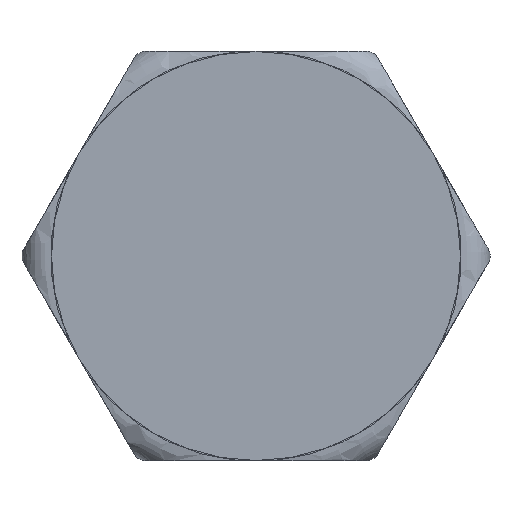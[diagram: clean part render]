
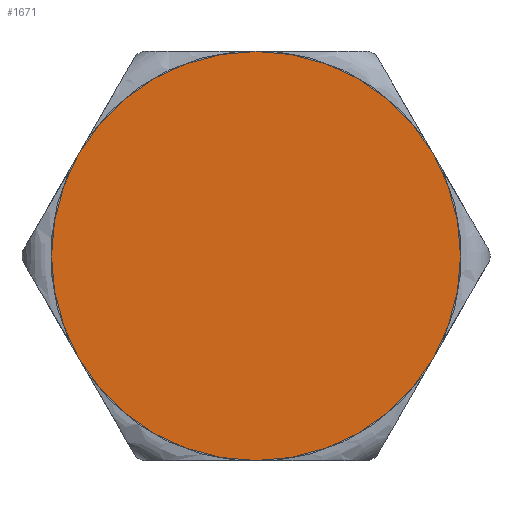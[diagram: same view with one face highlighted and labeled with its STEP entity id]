
A CAD part, left-side view. The second image highlights one B-rep face of the part: STEP entity #1671.
In plain terms, the highlighted planar face has unit normal (-1, 0, 0).
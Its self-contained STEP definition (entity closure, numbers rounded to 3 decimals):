
#200=PLANE('',#1888);
#486=FACE_OUTER_BOUND('',#603,.T.);
#603=EDGE_LOOP('',(#1089));
#1089=ORIENTED_EDGE('',*,*,#1267,.F.);
#1267=EDGE_CURVE('',#1457,#1457,#1544,.T.);
#1457=VERTEX_POINT('',#5945);
#1544=CIRCLE('',#1829,14.29);
#1671=ADVANCED_FACE('',(#486),#200,.T.);
#1829=AXIS2_PLACEMENT_3D('',#5946,#2121,#2122);
#1888=AXIS2_PLACEMENT_3D('',#6335,#2270,#2271);
#2121=DIRECTION('center_axis',(1.,0.,0.));
#2122=DIRECTION('ref_axis',(0.,0.,-1.));
#2270=DIRECTION('center_axis',(-1.,0.,0.));
#2271=DIRECTION('ref_axis',(0.,0.,1.));
#5945=CARTESIAN_POINT('',(-32.,14.29,0.));
#5946=CARTESIAN_POINT('Origin',(-32.,0.,0.));
#6335=CARTESIAN_POINT('Origin',(-32.,14.29,0.));
